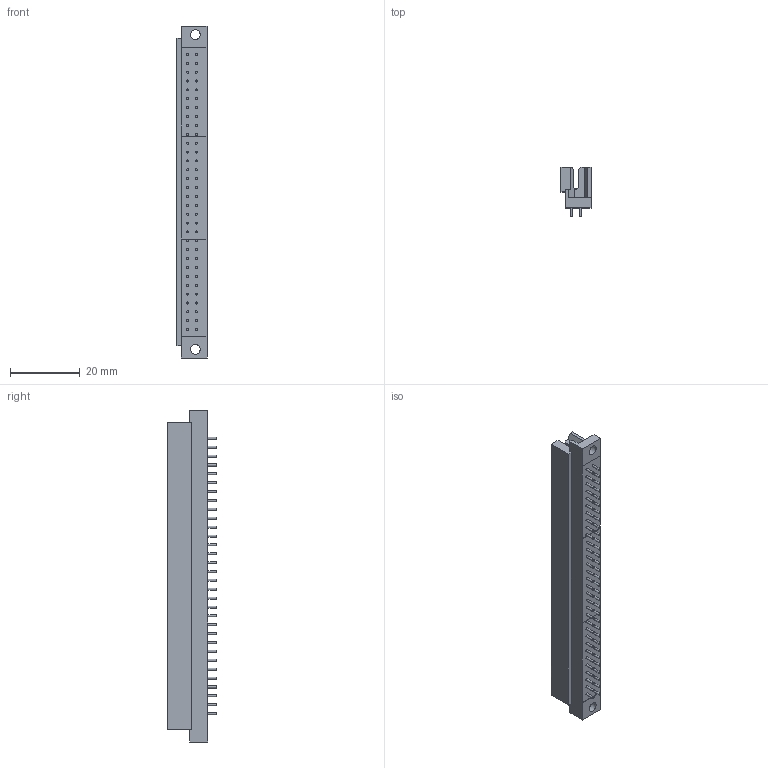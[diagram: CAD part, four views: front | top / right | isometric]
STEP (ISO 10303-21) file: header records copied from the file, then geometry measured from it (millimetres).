
FILE_DESCRIPTION(/* description */ (''),/* implementation_level */ '2;1');
FILE_NAME(/* name */ '100073202ugm000_b.stp',/* time_stamp */ '2015-05-19T15:09:55+02:00',/* author */ (''),/* organization */ (''),/* preprocessor_version */ 'ST-DEVELOPER v15',/* originating_system */ 'SIEMENS PLM Software NX 8.5',/* authorisation */ '');
FILE_SCHEMA (('AUTOMOTIVE_DESIGN { 1 0 10303 214 3 1 1 1 }'));
Length unit declared in the file: millimetre
Products named in the file (1): 100073202ugm000_b
Bounding box: 8.6 x 14.1 x 95 mm (x, y, z)
Volume: 4995.2 mm3; surface area: 5868.3 mm2
Topology: 1 solids, 1 shells, 316 faces, 554 edges, 403 vertices
Faces by surface type: plane 186, cylinder 130
Full cylindrical faces by diameter (mm): 0.6 x128, 2.8 x2
Entity records: 7610 total; most frequent: DIRECTION 1318, CARTESIAN_POINT 1124, ORIENTED_EDGE 828, EDGE_LOOP 578, AXIS2_PLACEMENT_3D 577, EDGE_CURVE 414, FACE_BOUND 400, VERTEX_POINT 358
